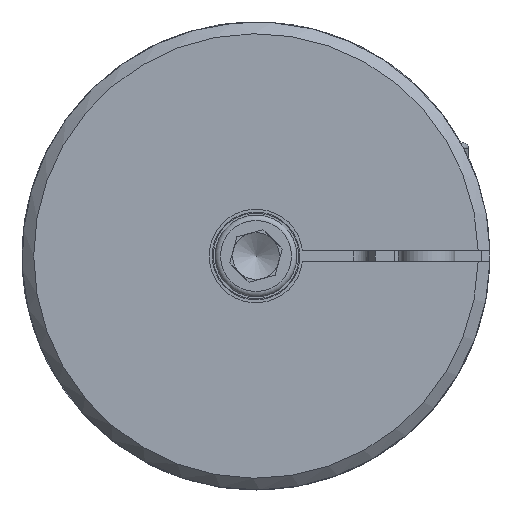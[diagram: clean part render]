
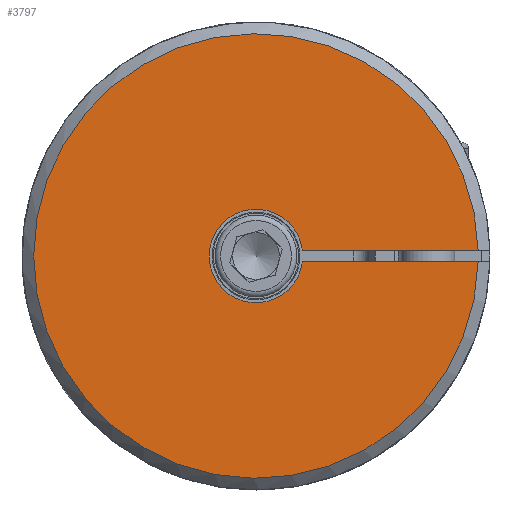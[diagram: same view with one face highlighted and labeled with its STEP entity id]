
A CAD part, left-side view. The second image highlights one B-rep face of the part: STEP entity #3797.
In plain terms, the highlighted planar face has unit normal (-1, 0, 0).
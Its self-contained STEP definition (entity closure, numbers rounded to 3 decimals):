
#128=LINE('',#6132,#274);
#133=LINE('',#6142,#279);
#274=VECTOR('',#4686,1000.);
#279=VECTOR('',#4693,1000.);
#910=ORIENTED_EDGE('',*,*,#1952,.T.);
#911=ORIENTED_EDGE('',*,*,#1894,.T.);
#912=ORIENTED_EDGE('',*,*,#1947,.T.);
#913=ORIENTED_EDGE('',*,*,#2032,.F.);
#1894=EDGE_CURVE('',#2471,#2473,#2861,.T.);
#1947=EDGE_CURVE('',#2473,#2518,#128,.T.);
#1952=EDGE_CURVE('',#2522,#2471,#133,.T.);
#2032=EDGE_CURVE('',#2522,#2518,#2909,.T.);
#2471=VERTEX_POINT('',#5901);
#2473=VERTEX_POINT('',#5905);
#2518=VERTEX_POINT('',#6133);
#2522=VERTEX_POINT('',#6143);
#2861=CIRCLE('',#4052,57.);
#2909=CIRCLE('',#4118,12.);
#3160=EDGE_LOOP('',(#910,#911,#912,#913));
#3451=FACE_BOUND('',#3160,.T.);
#3698=PLANE('',#4117);
#3797=ADVANCED_FACE('',(#3451),#3698,.T.);
#4052=AXIS2_PLACEMENT_3D('',#5906,#4616,#4617);
#4117=AXIS2_PLACEMENT_3D('',#6406,#4786,#4787);
#4118=AXIS2_PLACEMENT_3D('',#6407,#4788,#4789);
#4616=DIRECTION('',(-1.,0.,0.));
#4617=DIRECTION('',(0.,0.,1.));
#4686=DIRECTION('',(0.,1.,0.));
#4693=DIRECTION('',(0.,-1.,0.));
#4786=DIRECTION('',(-1.,0.,0.));
#4787=DIRECTION('',(0.,0.,1.));
#4788=DIRECTION('',(-1.,0.,0.));
#4789=DIRECTION('',(0.,0.,1.));
#5901=CARTESIAN_POINT('',(0.,-56.98,1.5));
#5905=CARTESIAN_POINT('',(0.,-56.98,-1.5));
#5906=CARTESIAN_POINT('',(0.,0.,0.));
#6132=CARTESIAN_POINT('',(0.,-61.,-1.5));
#6133=CARTESIAN_POINT('',(0.,-11.906,-1.5));
#6142=CARTESIAN_POINT('',(0.,-11.,1.5));
#6143=CARTESIAN_POINT('',(0.,-11.906,1.5));
#6406=CARTESIAN_POINT('',(0.,0.,12.));
#6407=CARTESIAN_POINT('',(0.,0.,0.));
